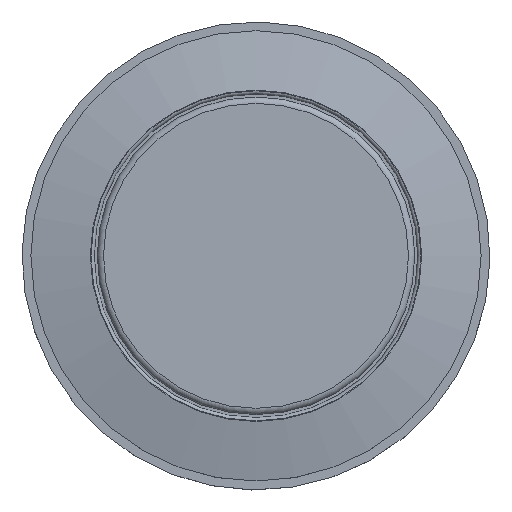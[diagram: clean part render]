
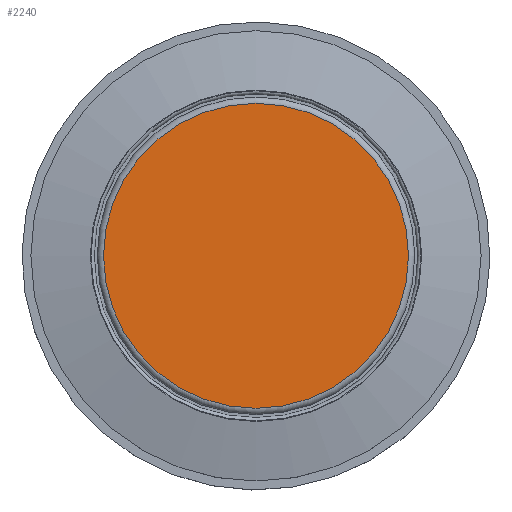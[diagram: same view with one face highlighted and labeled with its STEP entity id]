
A CAD part, top view. The second image highlights one B-rep face of the part: STEP entity #2240.
In plain terms, the highlighted planar face has unit normal (0, 0, 1).
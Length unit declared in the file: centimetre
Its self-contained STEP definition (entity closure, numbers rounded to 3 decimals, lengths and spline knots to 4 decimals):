
#447=PLANE($,#2398);
#567=FACE_OUTER_BOUND($,#717,.T.);
#717=EDGE_LOOP($,(#1567));
#896=CIRCLE($,#2399,0.945);
#1010=VERTEX_POINT($,#3601);
#1233=EDGE_CURVE($,#1010,#1010,#896,.T.);
#1567=ORIENTED_EDGE($,*,*,#1233,.F.);
#2240=ADVANCED_FACE($,(#567),#447,.T.);
#2398=AXIS2_PLACEMENT_3D($,#3600,#2679,#2680);
#2399=AXIS2_PLACEMENT_3D($,#3602,#2681,#2682);
#2679=DIRECTION('center_axis',(0.,0.,
1.));
#2680=DIRECTION('ref_axis',(0.,-1.,0.));
#2681=DIRECTION('center_axis',(0.,0.,
-1.));
#2682=DIRECTION('ref_axis',(0.,1.,0.));
#3600=CARTESIAN_POINT('Origin',(-0.1,4.0063,0.724));
#3601=CARTESIAN_POINT('',(-0.1,4.4788,0.724));
#3602=CARTESIAN_POINT('Origin',(-0.1,3.5338,0.724));
